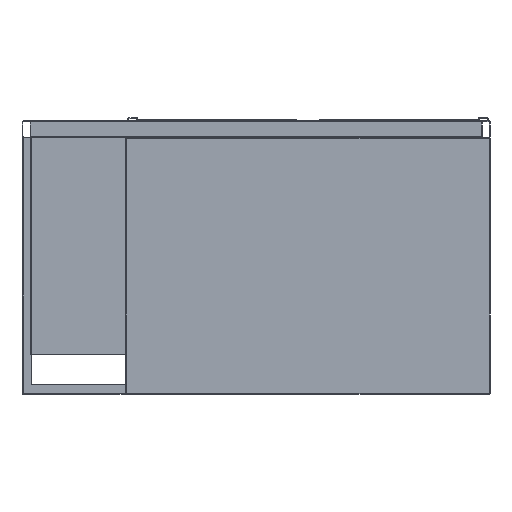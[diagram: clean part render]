
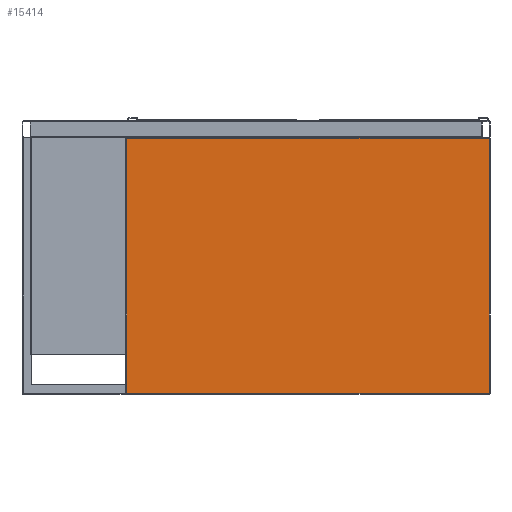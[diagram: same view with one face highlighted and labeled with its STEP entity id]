
A CAD part, front view. The second image highlights one B-rep face of the part: STEP entity #15414.
In plain terms, the highlighted planar face has unit normal (0, -1, 0).
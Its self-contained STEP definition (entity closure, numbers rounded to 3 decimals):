
#391 = VERTEX_POINT ( 'NONE', #26447 ) ;
#538 = CARTESIAN_POINT ( 'NONE',  ( 438., -355., -660. ) ) ;
#1847 = DIRECTION ( 'NONE',  ( 0., 0., -1. ) ) ;
#2446 = VECTOR ( 'NONE', #1847, 1000. ) ;
#4042 = ORIENTED_EDGE ( 'NONE', *, *, #10306, .T. ) ;
#6070 = CARTESIAN_POINT ( 'NONE',  ( -438., -355., -42. ) ) ;
#6425 = LINE ( 'NONE', #33956, #13390 ) ;
#7919 = DIRECTION ( 'NONE',  ( 0., 0., -1. ) ) ;
#8059 = EDGE_CURVE ( 'NONE', #30996, #12661, #6425, .T. ) ;
#8099 = VERTEX_POINT ( 'NONE', #23071 ) ;
#9676 = VECTOR ( 'NONE', #17382, 1000. ) ;
#10306 = EDGE_CURVE ( 'NONE', #8099, #30996, #22735, .T. ) ;
#10515 = FACE_OUTER_BOUND ( 'NONE', #34926, .T. ) ;
#11481 = LINE ( 'NONE', #22732, #9676 ) ;
#12559 = ORIENTED_EDGE ( 'NONE', *, *, #16640, .T. ) ;
#12661 = VERTEX_POINT ( 'NONE', #6070 ) ;
#13390 = VECTOR ( 'NONE', #19943, 1000. ) ;
#15414 = ADVANCED_FACE ( 'Fl�che8', ( #10515 ), #21766, .T. ) ;
#16640 = EDGE_CURVE ( 'NONE', #12661, #391, #18506, .T. ) ;
#17382 = DIRECTION ( 'NONE',  ( 1., 0., 0. ) ) ;
#18067 = EDGE_CURVE ( 'NONE', #391, #8099, #11481, .T. ) ;
#18506 = LINE ( 'NONE', #27187, #2446 ) ;
#19943 = DIRECTION ( 'NONE',  ( -1., 0., 0. ) ) ;
#19968 = DIRECTION ( 'NONE',  ( 0., 0., 1. ) ) ;
#21766 = PLANE ( 'NONE',  #35421 ) ;
#22732 = CARTESIAN_POINT ( 'NONE',  ( -440., -355., -658. ) ) ;
#22735 = LINE ( 'NONE', #538, #26403 ) ;
#23071 = CARTESIAN_POINT ( 'NONE',  ( 438., -355., -658. ) ) ;
#23664 = ORIENTED_EDGE ( 'NONE', *, *, #8059, .T. ) ;
#23814 = CARTESIAN_POINT ( 'NONE',  ( 438., -355., -42. ) ) ;
#25098 = ORIENTED_EDGE ( 'NONE', *, *, #18067, .T. ) ;
#26403 = VECTOR ( 'NONE', #19968, 1000. ) ;
#26447 = CARTESIAN_POINT ( 'NONE',  ( -438., -355., -658. ) ) ;
#27187 = CARTESIAN_POINT ( 'NONE',  ( -438., -355., -660. ) ) ;
#30996 = VERTEX_POINT ( 'NONE', #23814 ) ;
#33025 = DIRECTION ( 'NONE',  ( 0., -1., 0. ) ) ;
#33212 = CARTESIAN_POINT ( 'NONE',  ( -440., -355., -660. ) ) ;
#33956 = CARTESIAN_POINT ( 'NONE',  ( -440., -355., -42. ) ) ;
#34926 = EDGE_LOOP ( 'NONE', ( #23664, #12559, #25098, #4042 ) ) ;
#35421 = AXIS2_PLACEMENT_3D ( 'NONE', #33212, #33025, #7919 ) ;
